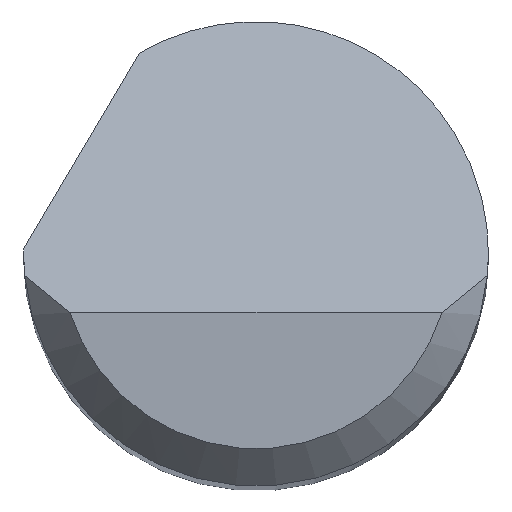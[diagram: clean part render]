
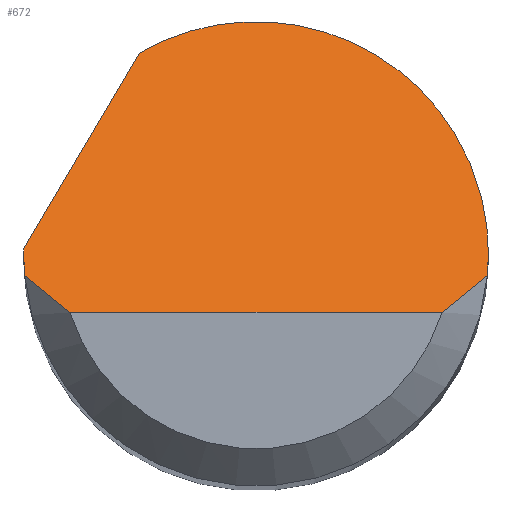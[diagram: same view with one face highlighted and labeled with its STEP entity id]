
A CAD part, top view. The second image highlights one B-rep face of the part: STEP entity #672.
In plain terms, the highlighted planar face has unit normal (0, 0.707, 0.707).
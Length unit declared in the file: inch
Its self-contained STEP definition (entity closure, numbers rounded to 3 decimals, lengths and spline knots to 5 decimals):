
#6 = DIRECTION ( 'NONE',  ( 0., -0.707, -0.707 ) ) ;
#9 = CARTESIAN_POINT ( 'NONE',  ( 0.09334, -0.00875, 1.485 ) ) ;
#45 = CARTESIAN_POINT ( 'NONE',  ( -0.09334, -0.00875, 1.485 ) ) ;
#53 = CARTESIAN_POINT ( 'NONE',  ( 0.09334, -0.00875, 1.485 ) ) ;
#57 = CARTESIAN_POINT ( 'NONE',  ( -0.0471, 0.08106, 1.39519 ) ) ;
#70 = VERTEX_POINT ( 'NONE', #751 ) ;
#93 =( BOUNDED_CURVE ( )  B_SPLINE_CURVE ( 3, ( #418, #299, #712, #116 ),
 .UNSPECIFIED., .F., .T. ) 
 B_SPLINE_CURVE_WITH_KNOTS ( ( 4, 4 ),
 ( 5.75677, 7.85398 ),
 .UNSPECIFIED. ) 
 CURVE ( )  GEOMETRIC_REPRESENTATION_ITEM ( )  RATIONAL_B_SPLINE_CURVE ( ( 1., 0.666, 0.666, 1. ) ) 
 REPRESENTATION_ITEM ( '' )  );
#103 = CARTESIAN_POINT ( 'NONE',  ( 0.09361, -0.00584, 1.48209 ) ) ;
#115 =( BOUNDED_CURVE ( )  B_SPLINE_CURVE ( 3, ( #250, #676, #140, #619 ),
 .UNSPECIFIED., .F., .T. ) 
 B_SPLINE_CURVE_WITH_KNOTS ( ( 4, 4 ),
 ( 4.71239, 4.73372 ),
 .UNSPECIFIED. ) 
 CURVE ( )  GEOMETRIC_REPRESENTATION_ITEM ( )  RATIONAL_B_SPLINE_CURVE ( ( 1., 1., 1., 1. ) ) 
 REPRESENTATION_ITEM ( '' )  );
#116 = CARTESIAN_POINT ( 'NONE',  ( 0.09375, 0., 1.47625 ) ) ;
#120 = B_SPLINE_CURVE_WITH_KNOTS ( 'NONE', 3,
 ( #461, #703, #165, #414 ),
 .UNSPECIFIED., .F., .F.,
 ( 4, 4 ),
 ( 0., 0.00071 ),
 .UNSPECIFIED. ) ;
#140 = CARTESIAN_POINT ( 'NONE',  ( -0.09374, 0.00133, 1.47492 ) ) ;
#160 = EDGE_CURVE ( 'NONE', #70, #614, #574, .T. ) ;
#165 = CARTESIAN_POINT ( 'NONE',  ( 0.08761, -0.01397, 1.49022 ) ) ;
#177 = DIRECTION ( 'NONE',  ( 0., 0.707, -0.707 ) ) ;
#179 = VERTEX_POINT ( 'NONE', #550 ) ;
#189 = LINE ( 'NONE', #437, #341 ) ;
#207 = CARTESIAN_POINT ( 'NONE',  ( -0.09375, 0., 1.47625 ) ) ;
#226 = CARTESIAN_POINT ( 'NONE',  ( 0.09375, -0.00292, 1.47917 ) ) ;
#227 = ORIENTED_EDGE ( 'NONE', *, *, #545, .T. ) ;
#232 = VERTEX_POINT ( 'NONE', #613 ) ;
#233 = CARTESIAN_POINT ( 'NONE',  ( -0.09334, -0.00875, 1.485 ) ) ;
#249 = ORIENTED_EDGE ( 'NONE', *, *, #475, .F. ) ;
#250 = CARTESIAN_POINT ( 'NONE',  ( -0.09375, 0., 1.47625 ) ) ;
#271 = ORIENTED_EDGE ( 'NONE', *, *, #160, .T. ) ;
#299 = CARTESIAN_POINT ( 'NONE',  ( 0.02324, 0.12193, 1.35432 ) ) ;
#321 = ORIENTED_EDGE ( 'NONE', *, *, #681, .F. ) ;
#322 = CARTESIAN_POINT ( 'NONE',  ( -0.08761, -0.01397, 1.49022 ) ) ;
#337 = CARTESIAN_POINT ( 'NONE',  ( 0.09375, 0., 1.47625 ) ) ;
#341 = VECTOR ( 'NONE', #673, 39.37008 ) ;
#347 = CARTESIAN_POINT ( 'NONE',  ( -0.09334, -0.00875, 1.485 ) ) ;
#348 = FACE_OUTER_BOUND ( 'NONE', #629, .T. ) ;
#402 = EDGE_CURVE ( 'NONE', #605, #232, #644, .T. ) ;
#414 = CARTESIAN_POINT ( 'NONE',  ( 0.09334, -0.00875, 1.485 ) ) ;
#418 = CARTESIAN_POINT ( 'NONE',  ( -0.0471, 0.08106, 1.39519 ) ) ;
#424 = CARTESIAN_POINT ( 'NONE',  ( -0.09375, -0.00292, 1.47917 ) ) ;
#427 = ORIENTED_EDGE ( 'NONE', *, *, #551, .T. ) ;
#432 = ORIENTED_EDGE ( 'NONE', *, *, #608, .F. ) ;
#437 = CARTESIAN_POINT ( 'NONE',  ( -0.10667, -0.01994, 1.49619 ) ) ;
#442 = VECTOR ( 'NONE', #514, 39.37008 ) ;
#461 = CARTESIAN_POINT ( 'NONE',  ( 0.07508, -0.02375, 1.5 ) ) ;
#475 = EDGE_CURVE ( 'NONE', #179, #561, #508, .T. ) ;
#486 = CARTESIAN_POINT ( 'NONE',  ( -0.09373, 0.002, 1.47425 ) ) ;
#508 =( BOUNDED_CURVE ( )  B_SPLINE_CURVE ( 3, ( #337, #226, #103, #53 ),
 .UNSPECIFIED., .F., .T. ) 
 B_SPLINE_CURVE_WITH_KNOTS ( ( 4, 4 ),
 ( 1.5708, 1.66427 ),
 .UNSPECIFIED. ) 
 CURVE ( )  GEOMETRIC_REPRESENTATION_ITEM ( )  RATIONAL_B_SPLINE_CURVE ( ( 1., 0.999, 0.999, 1. ) ) 
 REPRESENTATION_ITEM ( '' )  );
#514 = DIRECTION ( 'NONE',  ( 1., 0., 0. ) ) ;
#534 = CARTESIAN_POINT ( 'NONE',  ( -0.09375, -0.02375, 1.5 ) ) ;
#541 = CARTESIAN_POINT ( 'NONE',  ( 0.07508, -0.02375, 1.5 ) ) ;
#545 = EDGE_CURVE ( 'NONE', #605, #70, #600, .T. ) ;
#550 = CARTESIAN_POINT ( 'NONE',  ( 0.09375, 0., 1.47625 ) ) ;
#551 = EDGE_CURVE ( 'NONE', #614, #561, #120, .T. ) ;
#559 = AXIS2_PLACEMENT_3D ( 'NONE', #534, #6, #177 ) ;
#561 = VERTEX_POINT ( 'NONE', #9 ) ;
#568 = VERTEX_POINT ( 'NONE', #57 ) ;
#574 = LINE ( 'NONE', #583, #442 ) ;
#575 = CARTESIAN_POINT ( 'NONE',  ( -0.08157, -0.019, 1.49525 ) ) ;
#583 = CARTESIAN_POINT ( 'NONE',  ( 0., -0.02375, 1.5 ) ) ;
#592 = CARTESIAN_POINT ( 'NONE',  ( -0.09361, -0.00584, 1.48209 ) ) ;
#593 = PLANE ( 'NONE',  #559 ) ;
#600 = B_SPLINE_CURVE_WITH_KNOTS ( 'NONE', 3,
 ( #45, #322, #575, #753 ),
 .UNSPECIFIED., .F., .F.,
 ( 4, 4 ),
 ( 0., 0.00071 ),
 .UNSPECIFIED. ) ;
#605 = VERTEX_POINT ( 'NONE', #233 ) ;
#608 = EDGE_CURVE ( 'NONE', #568, #179, #93, .T. ) ;
#613 = CARTESIAN_POINT ( 'NONE',  ( -0.09375, 0., 1.47625 ) ) ;
#614 = VERTEX_POINT ( 'NONE', #541 ) ;
#619 = CARTESIAN_POINT ( 'NONE',  ( -0.09373, 0.002, 1.47425 ) ) ;
#629 = EDGE_LOOP ( 'NONE', ( #271, #427, #249, #432, #709, #321, #700, #227 ) ) ;
#644 =( BOUNDED_CURVE ( )  B_SPLINE_CURVE ( 3, ( #347, #592, #424, #207 ),
 .UNSPECIFIED., .F., .T. ) 
 B_SPLINE_CURVE_WITH_KNOTS ( ( 4, 4 ),
 ( 4.61892, 4.71239 ),
 .UNSPECIFIED. ) 
 CURVE ( )  GEOMETRIC_REPRESENTATION_ITEM ( )  RATIONAL_B_SPLINE_CURVE ( ( 1., 0.999, 0.999, 1. ) ) 
 REPRESENTATION_ITEM ( '' )  );
#672 = ADVANCED_FACE ( 'NONE', ( #348 ), #593, .F. ) ;
#673 = DIRECTION ( 'NONE',  ( 0.385, 0.653, -0.653 ) ) ;
#676 = CARTESIAN_POINT ( 'NONE',  ( -0.09375, 0.00067, 1.47558 ) ) ;
#681 = EDGE_CURVE ( 'NONE', #232, #688, #115, .T. ) ;
#688 = VERTEX_POINT ( 'NONE', #486 ) ;
#700 = ORIENTED_EDGE ( 'NONE', *, *, #402, .F. ) ;
#703 = CARTESIAN_POINT ( 'NONE',  ( 0.08157, -0.019, 1.49525 ) ) ;
#709 = ORIENTED_EDGE ( 'NONE', *, *, #744, .F. ) ;
#712 = CARTESIAN_POINT ( 'NONE',  ( 0.09375, 0.08136, 1.39489 ) ) ;
#744 = EDGE_CURVE ( 'NONE', #688, #568, #189, .T. ) ;
#751 = CARTESIAN_POINT ( 'NONE',  ( -0.07508, -0.02375, 1.5 ) ) ;
#753 = CARTESIAN_POINT ( 'NONE',  ( -0.07508, -0.02375, 1.5 ) ) ;
